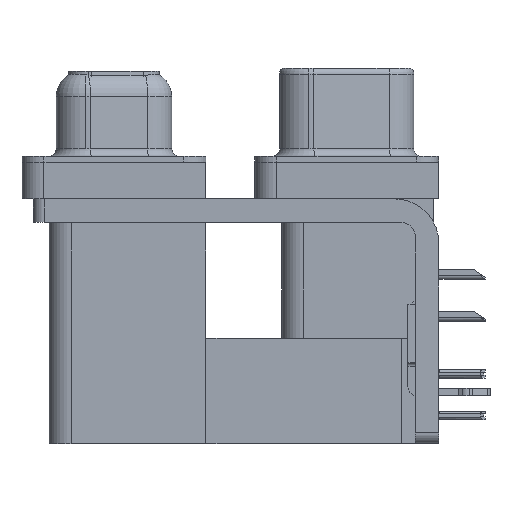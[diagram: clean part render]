
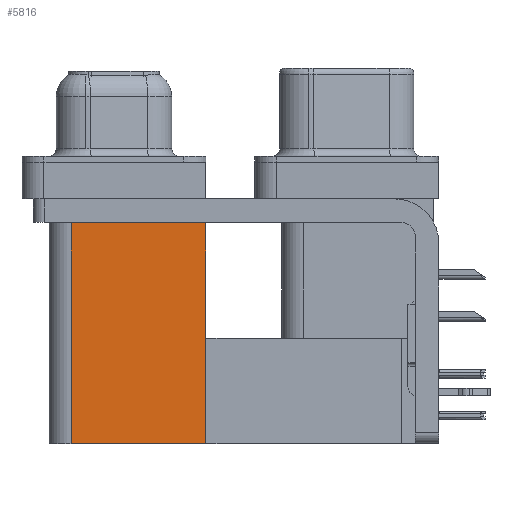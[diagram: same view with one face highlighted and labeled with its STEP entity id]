
A CAD part, left-side view. The second image highlights one B-rep face of the part: STEP entity #5816.
In plain terms, the highlighted planar face has unit normal (-1, 0, 0).
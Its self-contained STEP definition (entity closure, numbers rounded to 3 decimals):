
#1003 = ORIENTED_EDGE ( 'NONE', *, *, #24528, .T. ) ;
#5816 = ADVANCED_FACE ( 'NONE', ( #37399 ), #19729, .F. ) ;
#7364 = VECTOR ( 'NONE', #24970, 1000. ) ;
#7555 = CARTESIAN_POINT ( 'NONE',  ( 3.765, 9.6, -19.2 ) ) ;
#7723 = ORIENTED_EDGE ( 'NONE', *, *, #14045, .F. ) ;
#10591 = LINE ( 'NONE', #28468, #7364 ) ;
#11252 = VERTEX_POINT ( 'NONE', #20647 ) ;
#13422 = CARTESIAN_POINT ( 'NONE',  ( 3.765, 18.8, -2.5 ) ) ;
#14045 = EDGE_CURVE ( 'NONE', #21185, #11252, #17910, .T. ) ;
#15062 = CARTESIAN_POINT ( 'NONE',  ( 3.765, 9.6, -2.5 ) ) ;
#16281 = DIRECTION ( 'NONE',  ( 0., 0., -1. ) ) ;
#16971 = CARTESIAN_POINT ( 'NONE',  ( 3.765, 9.6, -19.2 ) ) ;
#17910 = LINE ( 'NONE', #32084, #30248 ) ;
#18578 = VERTEX_POINT ( 'NONE', #15062 ) ;
#19729 = PLANE ( 'NONE',  #25757 ) ;
#20185 = ORIENTED_EDGE ( 'NONE', *, *, #25106, .F. ) ;
#20647 = CARTESIAN_POINT ( 'NONE',  ( 3.765, 18.8, -19.2 ) ) ;
#21185 = VERTEX_POINT ( 'NONE', #7555 ) ;
#22705 = VERTEX_POINT ( 'NONE', #13422 ) ;
#24528 = EDGE_CURVE ( 'NONE', #21185, #18578, #10591, .T. ) ;
#24970 = DIRECTION ( 'NONE',  ( 0., 0., 1. ) ) ;
#25106 = EDGE_CURVE ( 'NONE', #11252, #22705, #45596, .T. ) ;
#25757 = AXIS2_PLACEMENT_3D ( 'NONE', #16971, #45320, #16281 ) ;
#27461 = CARTESIAN_POINT ( 'NONE',  ( 3.765, 9.6, -2.5 ) ) ;
#27953 = CARTESIAN_POINT ( 'NONE',  ( 3.765, 18.8, -19.2 ) ) ;
#28201 = VECTOR ( 'NONE', #42122, 1000. ) ;
#28468 = CARTESIAN_POINT ( 'NONE',  ( 3.765, 9.6, -19.2 ) ) ;
#30248 = VECTOR ( 'NONE', #41591, 1000. ) ;
#31413 = EDGE_LOOP ( 'NONE', ( #31804, #20185, #7723, #1003 ) ) ;
#31499 = EDGE_CURVE ( 'NONE', #18578, #22705, #37217, .T. ) ;
#31804 = ORIENTED_EDGE ( 'NONE', *, *, #31499, .T. ) ;
#32084 = CARTESIAN_POINT ( 'NONE',  ( 3.765, 9.6, -19.2 ) ) ;
#37217 = LINE ( 'NONE', #27461, #45514 ) ;
#37399 = FACE_OUTER_BOUND ( 'NONE', #31413, .T. ) ;
#41591 = DIRECTION ( 'NONE',  ( 0., 1., 0. ) ) ;
#41612 = DIRECTION ( 'NONE',  ( 0., 1., 0. ) ) ;
#42122 = DIRECTION ( 'NONE',  ( 0., 0., 1. ) ) ;
#45320 = DIRECTION ( 'NONE',  ( 1., 0., 0. ) ) ;
#45514 = VECTOR ( 'NONE', #41612, 1000. ) ;
#45596 = LINE ( 'NONE', #27953, #28201 ) ;
